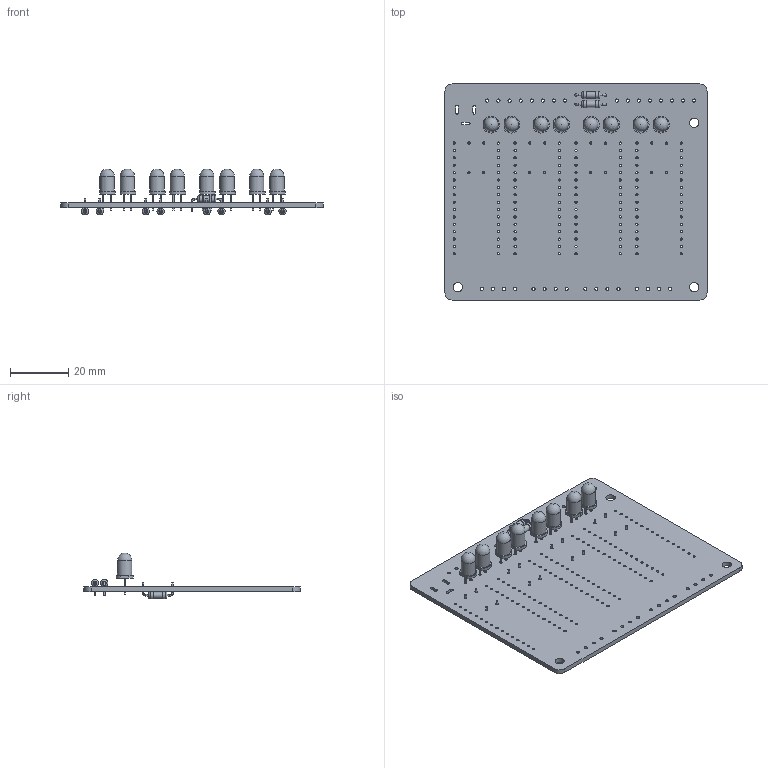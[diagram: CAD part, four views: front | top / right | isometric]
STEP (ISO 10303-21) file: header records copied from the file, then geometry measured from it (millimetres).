
FILE_DESCRIPTION(('KiCad electronic assembly'),'2;1');
FILE_NAME('doublemagfixture.step','2021-10-14T13:18:00',('An Author'),( 'A Company'),'Open CASCADE STEP processor 6.9', 'KiCad to STEP converter','Unknown');
FILE_SCHEMA(('AUTOMOTIVE_DESIGN { 1 0 10303 214 1 1 1 1 }'));
Length unit declared in the file: millimetre
Products named in the file (6): Open CASCADE STEP translator 6.9 1; LED_D5.0mm; SOLID; R_Axial_DIN0207_L6.3mm_D2.5mm_P10.16mm_Horizontal; COMPOUND
Assembly tree (21 placements, depth 3):
  Open CASCADE STEP translator 6.9 1
    LED_D5.0mm  x8
      SOLID
    R_Axial_DIN0207_L6.3mm_D2.5mm_P10.16mm_Horizontal  x10
      SOLID
    COMPOUND
Bounding box: 90.17 x 74.3 x 15.8 mm (x, y, z)
Volume: 12026.8 mm3; surface area: 16766.4 mm2
Topology: 19 solids, 19 shells, 519 faces, 1207 edges, 782 vertices
Faces by surface type: cylinder 295, plane 176, torus 40, sphere 8
Full cylindrical faces by diameter (mm): 0.6 x40, 0.762 x128, 0.8 x20, 0.9 x16, 1.1 x32, 2.25 x10, 2.5 x20, 3.2 x3, 4.9 x8
Entity records: 19312 total; most frequent: CARTESIAN_POINT 3159, DIRECTION 3131, ORIENTED_EDGE 1436, PCURVE 1436, DEFINITIONAL_REPRESENTATION 1436, LINE 1272, VECTOR 1272, CIRCLE 864
